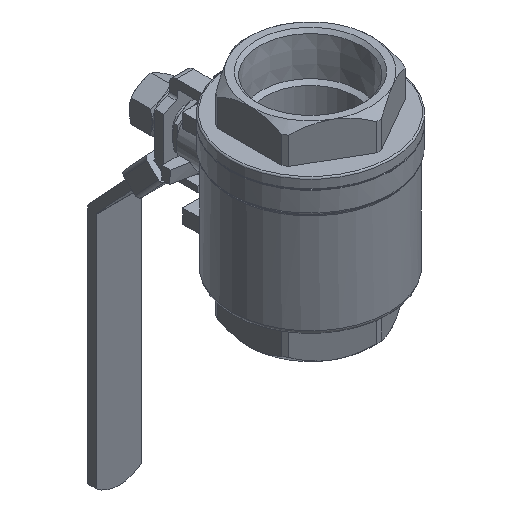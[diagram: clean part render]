
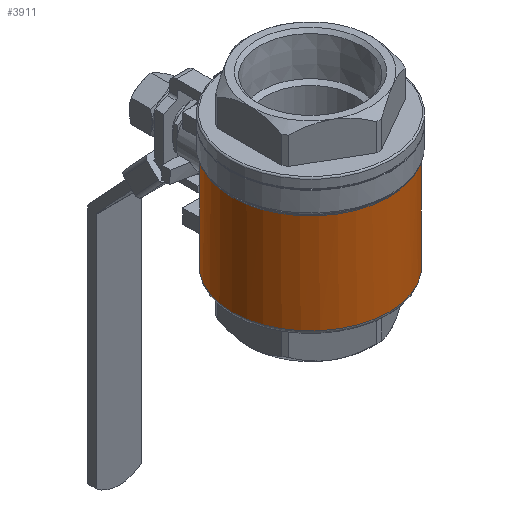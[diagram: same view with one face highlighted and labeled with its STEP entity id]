
A CAD part, isometric view. The second image highlights one B-rep face of the part: STEP entity #3911.
In plain terms, the highlighted cylindrical face has radius 55 mm (diameter 110 mm), a full revolution.
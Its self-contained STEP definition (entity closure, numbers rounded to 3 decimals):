
#394=LINE('',#6357,#699);
#395=LINE('',#6361,#700);
#396=LINE('',#6365,#701);
#397=LINE('',#6369,#702);
#699=VECTOR('',#5005,1000.);
#700=VECTOR('',#5008,1000.);
#701=VECTOR('',#5011,1000.);
#702=VECTOR('',#5014,1000.);
#912=CIRCLE('',#4259,55.);
#913=CIRCLE('',#4260,55.);
#914=CIRCLE('',#4261,55.);
#915=CIRCLE('',#4262,55.);
#916=CIRCLE('',#4263,55.);
#1409=ORIENTED_EDGE('',*,*,#2440,.F.);
#1410=ORIENTED_EDGE('',*,*,#2441,.T.);
#1411=ORIENTED_EDGE('',*,*,#2442,.T.);
#1412=ORIENTED_EDGE('',*,*,#2443,.T.);
#1413=ORIENTED_EDGE('',*,*,#2444,.T.);
#1414=ORIENTED_EDGE('',*,*,#2143,.F.);
#1415=ORIENTED_EDGE('',*,*,#2445,.T.);
#1416=ORIENTED_EDGE('',*,*,#2446,.T.);
#1417=ORIENTED_EDGE('',*,*,#2447,.T.);
#1418=ORIENTED_EDGE('',*,*,#2448,.T.);
#2143=EDGE_CURVE('',#2716,#2716,#3100,.T.);
#2440=EDGE_CURVE('',#2930,#2930,#912,.T.);
#2441=EDGE_CURVE('',#2931,#2932,#913,.T.);
#2442=EDGE_CURVE('',#2932,#2933,#394,.T.);
#2443=EDGE_CURVE('',#2933,#2934,#914,.T.);
#2444=EDGE_CURVE('',#2934,#2931,#395,.F.);
#2445=EDGE_CURVE('',#2935,#2936,#915,.T.);
#2446=EDGE_CURVE('',#2936,#2937,#396,.T.);
#2447=EDGE_CURVE('',#2937,#2938,#916,.T.);
#2448=EDGE_CURVE('',#2938,#2935,#397,.F.);
#2716=VERTEX_POINT('',#5632);
#2930=VERTEX_POINT('',#6353);
#2931=VERTEX_POINT('',#6355);
#2932=VERTEX_POINT('',#6356);
#2933=VERTEX_POINT('',#6358);
#2934=VERTEX_POINT('',#6360);
#2935=VERTEX_POINT('',#6363);
#2936=VERTEX_POINT('',#6364);
#2937=VERTEX_POINT('',#6366);
#2938=VERTEX_POINT('',#6368);
#3100=B_SPLINE_CURVE_WITH_KNOTS('',3,(#5600,#5601,#5602,#5603,#5604,#5605,
#5606,#5607,#5608,#5609,#5610,#5611,#5612,#5613,#5614,#5615,#5616,#5617,
#5618,#5619,#5620,#5621,#5622,#5623,#5624,#5625,#5626,#5627,#5628,#5629,
#5630,#5631),.UNSPECIFIED.,.T.,.F.,(1,1,1,1,1,1,1,1,1,1,1,1,1,1,1,1,1,1,
1,1,1,1,1,1,1,1,1,1,1,1,1,1,1,1,1,1),(-0.011,-0.007,
-0.004,0.,0.007,0.015,0.019,
0.022,0.026,0.03,0.034,
0.037,0.041,0.045,0.049,
0.052,0.056,0.06,0.067,
0.071,0.075,0.079,0.082,
0.086,0.09,0.094,0.097,
0.101,0.105,0.108,0.112,
0.116,0.12,0.127,0.135,
0.138),.UNSPECIFIED.);
#3299=EDGE_LOOP('',(#1409));
#3300=EDGE_LOOP('',(#1410,#1411,#1412,#1413));
#3301=EDGE_LOOP('',(#1414));
#3302=EDGE_LOOP('',(#1415,#1416,#1417,#1418));
#3592=FACE_BOUND('',#3299,.T.);
#3593=FACE_BOUND('',#3300,.T.);
#3594=FACE_BOUND('',#3301,.T.);
#3595=FACE_BOUND('',#3302,.T.);
#3806=CYLINDRICAL_SURFACE('',#4258,55.);
#3911=ADVANCED_FACE('',(#3592,#3593,#3594,#3595),#3806,.T.);
#4258=AXIS2_PLACEMENT_3D('',#6351,#4999,#5000);
#4259=AXIS2_PLACEMENT_3D('',#6352,#5001,#5002);
#4260=AXIS2_PLACEMENT_3D('',#6354,#5003,#5004);
#4261=AXIS2_PLACEMENT_3D('',#6359,#5006,#5007);
#4262=AXIS2_PLACEMENT_3D('',#6362,#5009,#5010);
#4263=AXIS2_PLACEMENT_3D('',#6367,#5012,#5013);
#4999=DIRECTION('',(0.,0.,-1.));
#5000=DIRECTION('',(-1.,0.,0.));
#5001=DIRECTION('',(0.,0.,-1.));
#5002=DIRECTION('',(-1.,0.,0.));
#5003=DIRECTION('',(0.,0.,1.));
#5004=DIRECTION('',(1.,0.,0.));
#5005=DIRECTION('',(0.,0.,-1.));
#5006=DIRECTION('',(0.,0.,-1.));
#5007=DIRECTION('',(-1.,0.,0.));
#5008=DIRECTION('',(0.,0.,-1.));
#5009=DIRECTION('',(0.,0.,-1.));
#5010=DIRECTION('',(-1.,0.,0.));
#5011=DIRECTION('',(0.,0.,-1.));
#5012=DIRECTION('',(0.,0.,-1.));
#5013=DIRECTION('',(-1.,0.,0.));
#5014=DIRECTION('',(0.,0.,-1.));
#5600=CARTESIAN_POINT('',(3.75,54.914,-18.753));
#5601=CARTESIAN_POINT('',(-1.248,55.088,-19.25));
#5602=CARTESIAN_POINT('',(-7.523,54.639,-17.988));
#5603=CARTESIAN_POINT('',(-12.739,53.555,-14.473));
#5604=CARTESIAN_POINT('',(-15.885,52.671,-10.641));
#5605=CARTESIAN_POINT('',(-17.648,52.099,-7.364));
#5606=CARTESIAN_POINT('',(-18.752,51.706,-3.75));
#5607=CARTESIAN_POINT('',(-19.124,51.568,-0.023));
#5608=CARTESIAN_POINT('',(-18.751,51.707,3.763));
#5609=CARTESIAN_POINT('',(-17.654,52.097,7.346));
#5610=CARTESIAN_POINT('',(-15.889,52.67,10.64));
#5611=CARTESIAN_POINT('',(-13.513,53.337,13.527));
#5612=CARTESIAN_POINT('',(-10.663,53.987,15.872));
#5613=CARTESIAN_POINT('',(-7.346,54.545,17.655));
#5614=CARTESIAN_POINT('',(-3.779,54.911,18.746));
#5615=CARTESIAN_POINT('',(1.255,55.089,19.252));
#5616=CARTESIAN_POINT('',(6.242,54.732,18.25));
#5617=CARTESIAN_POINT('',(10.656,53.989,15.877));
#5618=CARTESIAN_POINT('',(13.518,53.336,13.521));
#5619=CARTESIAN_POINT('',(15.884,52.671,10.647));
#5620=CARTESIAN_POINT('',(17.654,52.097,7.346));
#5621=CARTESIAN_POINT('',(18.747,51.708,3.778));
#5622=CARTESIAN_POINT('',(19.125,51.567,-0.009));
#5623=CARTESIAN_POINT('',(18.753,51.706,-3.742));
#5624=CARTESIAN_POINT('',(17.653,52.097,-7.356));
#5625=CARTESIAN_POINT('',(15.877,52.673,-10.653));
#5626=CARTESIAN_POINT('',(13.529,53.333,-13.513));
#5627=CARTESIAN_POINT('',(10.632,53.993,-15.892));
#5628=CARTESIAN_POINT('',(7.367,54.542,-17.646));
#5629=CARTESIAN_POINT('',(3.75,54.914,-18.753));
#5630=CARTESIAN_POINT('',(-1.248,55.088,-19.25));
#5631=CARTESIAN_POINT('',(-7.523,54.639,-17.988));
#5632=CARTESIAN_POINT('',(0.,55.,-19.));
#6351=CARTESIAN_POINT('',(0.,0.,-48.5));
#6352=CARTESIAN_POINT('',(0.,0.,-45.5));
#6353=CARTESIAN_POINT('',(-55.,0.,-45.5));
#6354=CARTESIAN_POINT('',(0.,0.,-24.));
#6355=CARTESIAN_POINT('',(30.5,45.768,-24.));
#6356=CARTESIAN_POINT('',(-30.5,45.768,-24.));
#6357=CARTESIAN_POINT('',(-30.5,45.768,-48.5));
#6358=CARTESIAN_POINT('',(-30.5,45.768,-34.));
#6359=CARTESIAN_POINT('',(0.,0.,-34.));
#6360=CARTESIAN_POINT('',(30.5,45.768,-34.));
#6361=CARTESIAN_POINT('',(30.5,45.768,-48.5));
#6362=CARTESIAN_POINT('',(0.,0.,24.179));
#6363=CARTESIAN_POINT('',(30.5,45.768,24.179));
#6364=CARTESIAN_POINT('',(-30.5,45.768,24.179));
#6365=CARTESIAN_POINT('',(-30.5,45.768,-48.5));
#6366=CARTESIAN_POINT('',(-30.5,45.768,24.));
#6367=CARTESIAN_POINT('',(0.,0.,24.));
#6368=CARTESIAN_POINT('',(30.5,45.768,24.));
#6369=CARTESIAN_POINT('',(30.5,45.768,-48.5));
